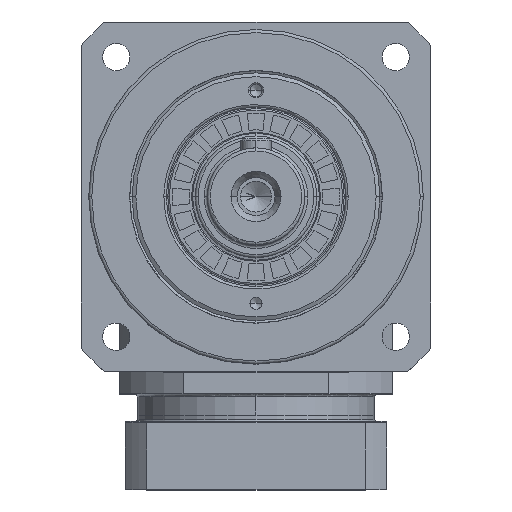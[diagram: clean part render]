
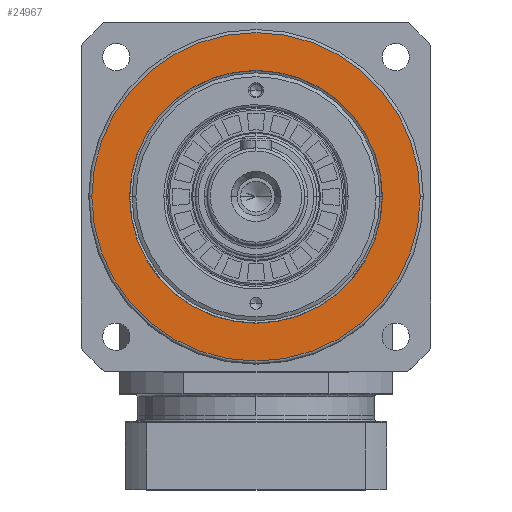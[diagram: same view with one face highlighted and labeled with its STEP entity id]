
A CAD part, top view. The second image highlights one B-rep face of the part: STEP entity #24967.
In plain terms, the highlighted planar face has unit normal (0, 0, 1).
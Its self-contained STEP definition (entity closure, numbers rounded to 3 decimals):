
#1048 = DIRECTION ( 'NONE',  ( 0., 0., -1. ) ) ;
#1225 = EDGE_CURVE ( 'NONE', #25615, #11697, #25173, .T. ) ;
#1808 = CARTESIAN_POINT ( 'NONE',  ( 0., -41.55, 72.5 ) ) ;
#4054 = EDGE_LOOP ( 'NONE', ( #19665, #15749 ) ) ;
#5204 = DIRECTION ( 'NONE',  ( 0., 0., -1. ) ) ;
#5841 = CARTESIAN_POINT ( 'NONE',  ( 0., 41.55, 72.5 ) ) ;
#6254 = DIRECTION ( 'NONE',  ( 1., 0., 0. ) ) ;
#6264 = DIRECTION ( 'NONE',  ( 0., 0., -1. ) ) ;
#6288 = CARTESIAN_POINT ( 'NONE',  ( 0., 0., 72.5 ) ) ;
#7124 = DIRECTION ( 'NONE',  ( 1., 0., 0. ) ) ;
#7233 = CIRCLE ( 'NONE', #10218, 54. ) ;
#7318 = AXIS2_PLACEMENT_3D ( 'NONE', #18944, #1048, #21936 ) ;
#8018 = CIRCLE ( 'NONE', #7318, 41.55 ) ;
#10218 = AXIS2_PLACEMENT_3D ( 'NONE', #22944, #5204, #25926 ) ;
#10633 = EDGE_LOOP ( 'NONE', ( #33478, #24872 ) ) ;
#11697 = VERTEX_POINT ( 'NONE', #33202 ) ;
#13127 = DIRECTION ( 'NONE',  ( 0., 0., -1. ) ) ;
#15749 = ORIENTED_EDGE ( 'NONE', *, *, #37323, .T. ) ;
#15957 = CARTESIAN_POINT ( 'NONE',  ( 0., 0., 72.5 ) ) ;
#18944 = CARTESIAN_POINT ( 'NONE',  ( 0., 0., 72.5 ) ) ;
#19665 = ORIENTED_EDGE ( 'NONE', *, *, #22722, .T. ) ;
#21515 = FACE_BOUND ( 'NONE', #4054, .T. ) ;
#21736 = PLANE ( 'NONE',  #33333 ) ;
#21936 = DIRECTION ( 'NONE',  ( 0., -1., 0. ) ) ;
#22722 = EDGE_CURVE ( 'NONE', #34952, #34543, #32666, .T. ) ;
#22944 = CARTESIAN_POINT ( 'NONE',  ( 0., 0., 72.5 ) ) ;
#24850 = DIRECTION ( 'NONE',  ( 0., 0., 1. ) ) ;
#24872 = ORIENTED_EDGE ( 'NONE', *, *, #1225, .F. ) ;
#24967 = ADVANCED_FACE ( 'NONE', ( #37022, #21515 ), #21736, .T. ) ;
#25173 = CIRCLE ( 'NONE', #32801, 54. ) ;
#25615 = VERTEX_POINT ( 'NONE', #31817 ) ;
#25926 = DIRECTION ( 'NONE',  ( 1., 0., 0. ) ) ;
#30833 = CARTESIAN_POINT ( 'NONE',  ( 0., 0., 72.5 ) ) ;
#31650 = EDGE_CURVE ( 'NONE', #11697, #25615, #7233, .T. ) ;
#31817 = CARTESIAN_POINT ( 'NONE',  ( -54., 0., 72.5 ) ) ;
#32666 = CIRCLE ( 'NONE', #37066, 41.55 ) ;
#32801 = AXIS2_PLACEMENT_3D ( 'NONE', #6288, #6264, #6254 ) ;
#33202 = CARTESIAN_POINT ( 'NONE',  ( 54., 0., 72.5 ) ) ;
#33333 = AXIS2_PLACEMENT_3D ( 'NONE', #15957, #24850, #7124 ) ;
#33478 = ORIENTED_EDGE ( 'NONE', *, *, #31650, .F. ) ;
#33679 = DIRECTION ( 'NONE',  ( 0., -1., 0. ) ) ;
#34543 = VERTEX_POINT ( 'NONE', #5841 ) ;
#34952 = VERTEX_POINT ( 'NONE', #1808 ) ;
#37022 = FACE_OUTER_BOUND ( 'NONE', #10633, .T. ) ;
#37066 = AXIS2_PLACEMENT_3D ( 'NONE', #30833, #13127, #33679 ) ;
#37323 = EDGE_CURVE ( 'NONE', #34543, #34952, #8018, .T. ) ;
